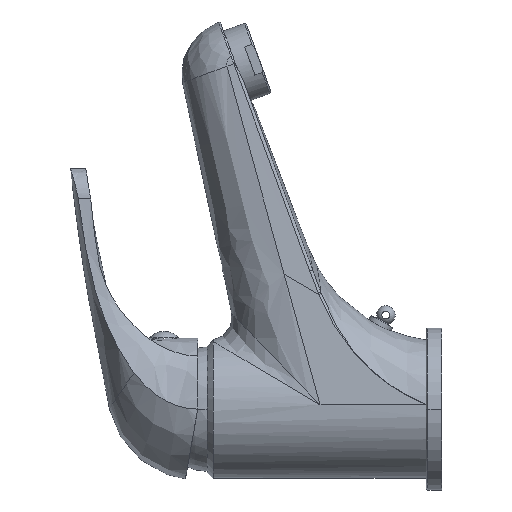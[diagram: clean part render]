
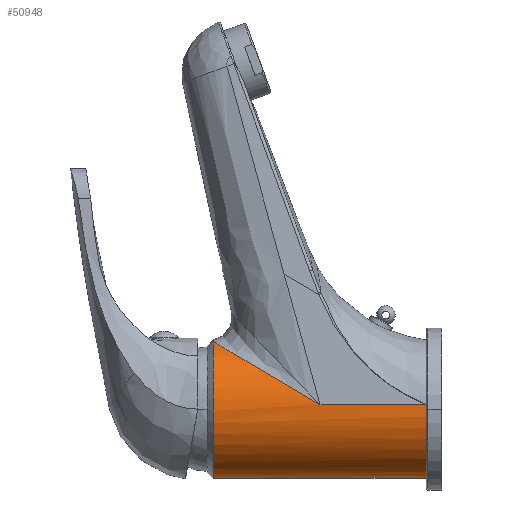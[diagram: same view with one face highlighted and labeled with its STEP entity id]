
A CAD part, left-side view. The second image highlights one B-rep face of the part: STEP entity #50948.
In plain terms, the highlighted cylindrical face has radius 22.25 mm (diameter 44.5 mm), a partial arc.
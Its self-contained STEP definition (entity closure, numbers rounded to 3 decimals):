
#9596=CARTESIAN_POINT('',(-22.205,0.,1.41));
#9598=CARTESIAN_POINT('',(0.,0.,0.));
#9599=DIRECTION('',(0.,1.,0.));
#9600=DIRECTION('',(0.998,0.,0.063));
#9601=AXIS2_PLACEMENT_3D('',#9598,#9599,#9600);
#9603=DIRECTION('',(0.,1.,0.));
#9604=VECTOR('',#9603,34.165);
#9605=CARTESIAN_POINT('',(22.205,0.,1.41));
#9606=LINE('',#9605,#9604);
#9607=CARTESIAN_POINT('',(22.205,34.161,1.415));
#9608=CARTESIAN_POINT('',(22.178,34.87,1.836));
#9609=CARTESIAN_POINT('',(22.1,36.276,2.677));
#9610=CARTESIAN_POINT('',(21.915,38.364,3.912));
#9611=CARTESIAN_POINT('',(21.663,40.416,5.128));
#9612=CARTESIAN_POINT('',(21.347,42.419,6.313));
#9613=CARTESIAN_POINT('',(20.972,44.363,7.464));
#9614=CARTESIAN_POINT('',(20.543,46.239,8.573));
#9615=CARTESIAN_POINT('',(20.065,48.04,9.638));
#9616=CARTESIAN_POINT('',(19.544,49.759,10.654));
#9617=CARTESIAN_POINT('',(18.986,51.393,11.619));
#9618=CARTESIAN_POINT('',(18.396,52.939,12.531));
#9619=CARTESIAN_POINT('',(17.78,54.396,13.391));
#9620=CARTESIAN_POINT('',(17.142,55.762,14.197));
#9621=CARTESIAN_POINT('',(16.488,57.041,14.951));
#9622=CARTESIAN_POINT('',(15.822,58.232,15.653));
#9623=CARTESIAN_POINT('',(15.149,59.339,16.305));
#9624=CARTESIAN_POINT('',(14.471,60.364,16.909));
#9625=CARTESIAN_POINT('',(13.791,61.311,17.467));
#9626=CARTESIAN_POINT('',(13.113,62.185,17.982));
#9627=CARTESIAN_POINT('',(12.438,62.988,18.455));
#9628=CARTESIAN_POINT('',(11.768,63.725,18.889));
#9629=CARTESIAN_POINT('',(11.105,64.4,19.286));
#9630=CARTESIAN_POINT('',(10.448,65.017,19.649));
#9631=CARTESIAN_POINT('',(9.8,65.58,19.98));
#9632=CARTESIAN_POINT('',(9.161,66.091,20.28));
#9633=CARTESIAN_POINT('',(8.532,66.554,20.553));
#9634=CARTESIAN_POINT('',(7.912,66.973,20.799));
#9635=CARTESIAN_POINT('',(7.302,67.351,21.021));
#9636=CARTESIAN_POINT('',(6.701,67.69,21.22));
#9637=CARTESIAN_POINT('',(6.106,67.993,21.399));
#9638=CARTESIAN_POINT('',(5.517,68.264,21.558));
#9639=CARTESIAN_POINT('',(5.127,68.425,21.652));
#9640=CARTESIAN_POINT('',(4.932,68.5,21.696));
#9642=CARTESIAN_POINT('',(0.,68.5,0.));
#9643=DIRECTION('',(0.,1.,0.));
#9644=DIRECTION('',(0.222,0.,0.975));
#9645=AXIS2_PLACEMENT_3D('',#9642,#9643,#9644);
#9647=CARTESIAN_POINT('',(0.,68.5,0.));
#9648=DIRECTION('',(0.,1.,0.));
#9649=DIRECTION('',(0.,0.,-1.));
#9650=AXIS2_PLACEMENT_3D('',#9647,#9648,#9649);
#9652=CARTESIAN_POINT('',(-4.932,68.5,21.696));
#9653=CARTESIAN_POINT('',(-5.127,68.425,21.652));
#9654=CARTESIAN_POINT('',(-5.518,68.264,21.558));
#9655=CARTESIAN_POINT('',(-6.107,67.993,21.399));
#9656=CARTESIAN_POINT('',(-6.702,67.689,21.22));
#9657=CARTESIAN_POINT('',(-7.303,67.35,21.02));
#9658=CARTESIAN_POINT('',(-7.914,66.972,20.798));
#9659=CARTESIAN_POINT('',(-8.534,66.553,20.552));
#9660=CARTESIAN_POINT('',(-9.163,66.09,20.28));
#9661=CARTESIAN_POINT('',(-9.802,65.578,19.979));
#9662=CARTESIAN_POINT('',(-10.45,65.016,19.648));
#9663=CARTESIAN_POINT('',(-11.106,64.399,19.285));
#9664=CARTESIAN_POINT('',(-11.77,63.723,18.887));
#9665=CARTESIAN_POINT('',(-12.44,62.986,18.453));
#9666=CARTESIAN_POINT('',(-13.115,62.182,17.98));
#9667=CARTESIAN_POINT('',(-13.793,61.309,17.466));
#9668=CARTESIAN_POINT('',(-14.473,60.361,16.908));
#9669=CARTESIAN_POINT('',(-15.15,59.336,16.304));
#9670=CARTESIAN_POINT('',(-15.824,58.23,15.652));
#9671=CARTESIAN_POINT('',(-16.489,57.039,14.95));
#9672=CARTESIAN_POINT('',(-17.143,55.76,14.196));
#9673=CARTESIAN_POINT('',(-17.78,54.394,13.39));
#9674=CARTESIAN_POINT('',(-18.396,52.938,12.531));
#9675=CARTESIAN_POINT('',(-18.986,51.393,11.618));
#9676=CARTESIAN_POINT('',(-19.545,49.759,10.653));
#9677=CARTESIAN_POINT('',(-20.065,48.04,9.638));
#9678=CARTESIAN_POINT('',(-20.543,46.239,8.573));
#9679=CARTESIAN_POINT('',(-20.972,44.363,7.464));
#9680=CARTESIAN_POINT('',(-21.347,42.419,6.314));
#9681=CARTESIAN_POINT('',(-21.663,40.416,5.128));
#9682=CARTESIAN_POINT('',(-21.915,38.364,3.912));
#9683=CARTESIAN_POINT('',(-22.1,36.276,2.677));
#9684=CARTESIAN_POINT('',(-22.178,34.87,1.836));
#9685=CARTESIAN_POINT('',(-22.205,34.161,1.415));
#9687=DIRECTION('',(0.,1.,0.));
#9688=VECTOR('',#9687,34.165);
#9689=CARTESIAN_POINT('',(-22.205,0.,1.41));
#9690=LINE('',#9689,#9688);
#24699=CARTESIAN_POINT('',(22.204,34.167,1.425));
#24780=CARTESIAN_POINT('',(-22.204,34.167,
1.425));
#24818=CARTESIAN_POINT('',(22.205,0.,1.41));
#35678=VERTEX_POINT('',#24699);
#35679=VERTEX_POINT('',#24780);
#36032=VERTEX_POINT('',#9596);
#36050=VERTEX_POINT('',#24818);
#36097=VERTEX_POINT('',#9640);
#36098=VERTEX_POINT('',#9652);
#36099=CARTESIAN_POINT('',(0.,68.5,-22.25));
#36100=VERTEX_POINT('',#36099);
#50928=CARTESIAN_POINT('',(0.,0.,0.));
#50929=DIRECTION('',(0.,1.,0.));
#50930=DIRECTION('',(1.,0.,0.));
#50931=AXIS2_PLACEMENT_3D('',#50928,#50929,#50930);
#50932=CYLINDRICAL_SURFACE('',#50931,22.25);
#50934=ORIENTED_EDGE('',*,*,#50933,.F.);
#50936=ORIENTED_EDGE('',*,*,#50935,.T.);
#50938=ORIENTED_EDGE('',*,*,#50937,.T.);
#50940=ORIENTED_EDGE('',*,*,#50939,.T.);
#50942=ORIENTED_EDGE('',*,*,#50941,.T.);
#50944=ORIENTED_EDGE('',*,*,#50943,.T.);
#50945=ORIENTED_EDGE('',*,*,#50907,.F.);
#50946=EDGE_LOOP('',(#50934,#50936,#50938,#50940,#50942,#50944,#50945));
#50947=FACE_OUTER_BOUND('',#50946,.F.);
#50948=ADVANCED_FACE('',(#50947),#50932,.T.);
#9602=CIRCLE('',#9601,22.25);
#9641=B_SPLINE_CURVE_WITH_KNOTS('',3,(#9607,#9608,#9609,#9610,#9611,#9612,#9613,
#9614,#9615,#9616,#9617,#9618,#9619,#9620,#9621,#9622,#9623,#9624,#9625,#9626,
#9627,#9628,#9629,#9630,#9631,#9632,#9633,#9634,#9635,#9636,#9637,#9638,#9639,
#9640),.UNSPECIFIED.,.F.,.F.,(4,1,1,1,1,1,1,1,1,1,1,1,1,1,1,1,1,1,1,1,1,1,1,1,1,
1,1,1,1,1,1,4),(0.,0.032,0.065,0.097,
0.129,0.161,0.194,0.226,
0.258,0.29,0.323,0.355,
0.387,0.419,0.452,0.484,
0.516,0.548,0.581,0.613,
0.645,0.677,0.71,0.742,
0.774,0.806,0.839,0.871,
0.903,0.935,0.968,1.),.UNSPECIFIED.);
#9646=CIRCLE('',#9645,22.25);
#9651=CIRCLE('',#9650,22.25);
#9686=B_SPLINE_CURVE_WITH_KNOTS('',3,(#9652,#9653,#9654,#9655,#9656,#9657,#9658,
#9659,#9660,#9661,#9662,#9663,#9664,#9665,#9666,#9667,#9668,#9669,#9670,#9671,
#9672,#9673,#9674,#9675,#9676,#9677,#9678,#9679,#9680,#9681,#9682,#9683,#9684,
#9685),.UNSPECIFIED.,.F.,.F.,(4,1,1,1,1,1,1,1,1,1,1,1,1,1,1,1,1,1,1,1,1,1,1,1,1,
1,1,1,1,1,1,4),(0.,0.032,0.065,0.097,
0.129,0.161,0.194,0.226,
0.258,0.29,0.323,0.355,
0.387,0.419,0.452,0.484,
0.516,0.548,0.581,0.613,
0.645,0.677,0.71,0.742,
0.774,0.806,0.839,0.871,
0.903,0.935,0.968,1.),.UNSPECIFIED.);
#50907=EDGE_CURVE('',#36032,#35679,#9690,.T.);
#50933=EDGE_CURVE('',#36050,#36032,#9602,.T.);
#50935=EDGE_CURVE('',#36050,#35678,#9606,.T.);
#50937=EDGE_CURVE('',#35678,#36097,#9641,.T.);
#50939=EDGE_CURVE('',#36097,#36100,#9646,.T.);
#50941=EDGE_CURVE('',#36100,#36098,#9651,.T.);
#50943=EDGE_CURVE('',#36098,#35679,#9686,.T.);
